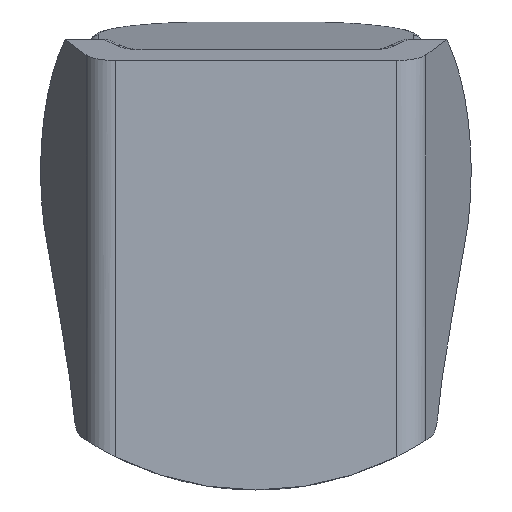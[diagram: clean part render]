
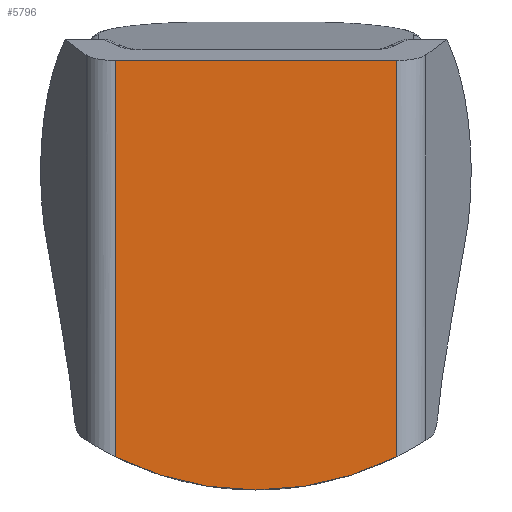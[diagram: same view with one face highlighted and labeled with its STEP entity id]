
A CAD part, front view. The second image highlights one B-rep face of the part: STEP entity #5796.
In plain terms, the highlighted planar face has unit normal (0, -1, 0).
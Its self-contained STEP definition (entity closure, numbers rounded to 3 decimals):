
#933 = CYLINDRICAL_SURFACE('',#934,402.116);
#934 = AXIS2_PLACEMENT_3D('',#935,#936,#937);
#935 = CARTESIAN_POINT('',(0.,1178.227,
    -147.884));
#936 = DIRECTION('',(0.,-1.,0.));
#937 = DIRECTION('',(0.,0.,-1.));
#1296 = VERTEX_POINT('',#1297);
#1297 = CARTESIAN_POINT('',(0.,0.,-550.));
#1311 = CYLINDRICAL_SURFACE('',#1312,402.116);
#1312 = AXIS2_PLACEMENT_3D('',#1313,#1314,#1315);
#1313 = CARTESIAN_POINT('',(0.,1178.227,
    -147.884));
#1314 = DIRECTION('',(0.,-1.,0.));
#1315 = DIRECTION('',(0.,0.,-1.));
#1323 = EDGE_CURVE('',#1296,#1324,#1326,.T.);
#1324 = VERTEX_POINT('',#1325);
#1325 = CARTESIAN_POINT('',(-180.,0.,-507.463));
#1326 = SURFACE_CURVE('',#1327,(#1332,#1339),.PCURVE_S1.);
#1327 = CIRCLE('',#1328,402.116);
#1328 = AXIS2_PLACEMENT_3D('',#1329,#1330,#1331);
#1329 = CARTESIAN_POINT('',(0.,0.,-147.884)
  );
#1330 = DIRECTION('',(0.,1.,0.));
#1331 = DIRECTION('',(0.,0.,1.));
#1332 = PCURVE('',#933,#1333);
#1333 = DEFINITIONAL_REPRESENTATION('',(#1334),#1338);
#1334 = LINE('',#1335,#1336);
#1335 = CARTESIAN_POINT('',(9.425,1178.227));
#1336 = VECTOR('',#1337,1.);
#1337 = DIRECTION('',(-1.,0.));
#1338 = ( GEOMETRIC_REPRESENTATION_CONTEXT(2) 
PARAMETRIC_REPRESENTATION_CONTEXT() REPRESENTATION_CONTEXT('2D SPACE',''
  ) );
#1339 = PCURVE('',#1340,#1345);
#1340 = PLANE('',#1341);
#1341 = AXIS2_PLACEMENT_3D('',#1342,#1343,#1344);
#1342 = CARTESIAN_POINT('',(-180.,0.,630.195));
#1343 = DIRECTION('',(0.,1.,0.));
#1344 = DIRECTION('',(0.,0.,1.));
#1345 = DEFINITIONAL_REPRESENTATION('',(#1346),#1350);
#1346 = CIRCLE('',#1347,402.116);
#1347 = AXIS2_PLACEMENT_2D('',#1348,#1349);
#1348 = CARTESIAN_POINT('',(-778.079,180.));
#1349 = DIRECTION('',(1.,0.));
#1350 = ( GEOMETRIC_REPRESENTATION_CONTEXT(2) 
PARAMETRIC_REPRESENTATION_CONTEXT() REPRESENTATION_CONTEXT('2D SPACE',''
  ) );
#1457 = CYLINDRICAL_SURFACE('',#1458,40.);
#1458 = AXIS2_PLACEMENT_3D('',#1459,#1460,#1461);
#1459 = CARTESIAN_POINT('',(-180.,40.,630.195));
#1460 = DIRECTION('',(0.,0.,-1.));
#1461 = DIRECTION('',(-1.,0.,0.));
#3762 = PLANE('',#3763);
#3763 = AXIS2_PLACEMENT_3D('',#3764,#3765,#3766);
#3764 = CARTESIAN_POINT('',(0.,0.,0.));
#3765 = DIRECTION('',(0.,-0.259,0.966));
#3766 = DIRECTION('',(0.,-0.966,-0.259));
#4643 = VERTEX_POINT('',#4644);
#4644 = CARTESIAN_POINT('',(180.,0.,-507.463));
#4676 = CYLINDRICAL_SURFACE('',#4677,40.);
#4677 = AXIS2_PLACEMENT_3D('',#4678,#4679,#4680);
#4678 = CARTESIAN_POINT('',(180.,40.,630.195));
#4679 = DIRECTION('',(0.,0.,-1.));
#4680 = DIRECTION('',(-1.,0.,0.));
#4856 = VERTEX_POINT('',#4857);
#4857 = CARTESIAN_POINT('',(180.,0.,0.));
#4902 = EDGE_CURVE('',#4856,#4643,#4903,.T.);
#4903 = SURFACE_CURVE('',#4904,(#4908,#4915),.PCURVE_S1.);
#4904 = LINE('',#4905,#4906);
#4905 = CARTESIAN_POINT('',(180.,0.,630.195));
#4906 = VECTOR('',#4907,1.);
#4907 = DIRECTION('',(0.,0.,-1.));
#4908 = PCURVE('',#4676,#4909);
#4909 = DEFINITIONAL_REPRESENTATION('',(#4910),#4914);
#4910 = LINE('',#4911,#4912);
#4911 = CARTESIAN_POINT('',(4.712,0.));
#4912 = VECTOR('',#4913,1.);
#4913 = DIRECTION('',(0.,1.));
#4914 = ( GEOMETRIC_REPRESENTATION_CONTEXT(2) 
PARAMETRIC_REPRESENTATION_CONTEXT() REPRESENTATION_CONTEXT('2D SPACE',''
  ) );
#4915 = PCURVE('',#1340,#4916);
#4916 = DEFINITIONAL_REPRESENTATION('',(#4917),#4921);
#4917 = LINE('',#4918,#4919);
#4918 = CARTESIAN_POINT('',(0.,360.));
#4919 = VECTOR('',#4920,1.);
#4920 = DIRECTION('',(-1.,0.));
#4921 = ( GEOMETRIC_REPRESENTATION_CONTEXT(2) 
PARAMETRIC_REPRESENTATION_CONTEXT() REPRESENTATION_CONTEXT('2D SPACE',''
  ) );
#5728 = EDGE_CURVE('',#5729,#1324,#5731,.T.);
#5729 = VERTEX_POINT('',#5730);
#5730 = CARTESIAN_POINT('',(-180.,0.,0.));
#5731 = SURFACE_CURVE('',#5732,(#5736,#5743),.PCURVE_S1.);
#5732 = LINE('',#5733,#5734);
#5733 = CARTESIAN_POINT('',(-180.,0.,630.195));
#5734 = VECTOR('',#5735,1.);
#5735 = DIRECTION('',(0.,0.,-1.));
#5736 = PCURVE('',#1457,#5737);
#5737 = DEFINITIONAL_REPRESENTATION('',(#5738),#5742);
#5738 = LINE('',#5739,#5740);
#5739 = CARTESIAN_POINT('',(4.712,0.));
#5740 = VECTOR('',#5741,1.);
#5741 = DIRECTION('',(0.,1.));
#5742 = ( GEOMETRIC_REPRESENTATION_CONTEXT(2) 
PARAMETRIC_REPRESENTATION_CONTEXT() REPRESENTATION_CONTEXT('2D SPACE',''
  ) );
#5743 = PCURVE('',#1340,#5744);
#5744 = DEFINITIONAL_REPRESENTATION('',(#5745),#5749);
#5745 = LINE('',#5746,#5747);
#5746 = CARTESIAN_POINT('',(0.,0.));
#5747 = VECTOR('',#5748,1.);
#5748 = DIRECTION('',(-1.,0.));
#5749 = ( GEOMETRIC_REPRESENTATION_CONTEXT(2) 
PARAMETRIC_REPRESENTATION_CONTEXT() REPRESENTATION_CONTEXT('2D SPACE',''
  ) );
#5796 = ADVANCED_FACE('',(#5797),#1340,.F.);
#5797 = FACE_BOUND('',#5798,.T.);
#5798 = EDGE_LOOP('',(#5799,#5821,#5822,#5843,#5844));
#5799 = ORIENTED_EDGE('',*,*,#5800,.F.);
#5800 = EDGE_CURVE('',#4643,#1296,#5801,.T.);
#5801 = SURFACE_CURVE('',#5802,(#5807,#5814),.PCURVE_S1.);
#5802 = CIRCLE('',#5803,402.116);
#5803 = AXIS2_PLACEMENT_3D('',#5804,#5805,#5806);
#5804 = CARTESIAN_POINT('',(0.,0.,-147.884)
  );
#5805 = DIRECTION('',(0.,1.,0.));
#5806 = DIRECTION('',(0.,0.,1.));
#5807 = PCURVE('',#1340,#5808);
#5808 = DEFINITIONAL_REPRESENTATION('',(#5809),#5813);
#5809 = CIRCLE('',#5810,402.116);
#5810 = AXIS2_PLACEMENT_2D('',#5811,#5812);
#5811 = CARTESIAN_POINT('',(-778.079,180.));
#5812 = DIRECTION('',(1.,0.));
#5813 = ( GEOMETRIC_REPRESENTATION_CONTEXT(2) 
PARAMETRIC_REPRESENTATION_CONTEXT() REPRESENTATION_CONTEXT('2D SPACE',''
  ) );
#5814 = PCURVE('',#1311,#5815);
#5815 = DEFINITIONAL_REPRESENTATION('',(#5816),#5820);
#5816 = LINE('',#5817,#5818);
#5817 = CARTESIAN_POINT('',(3.142,1178.227));
#5818 = VECTOR('',#5819,1.);
#5819 = DIRECTION('',(-1.,0.));
#5820 = ( GEOMETRIC_REPRESENTATION_CONTEXT(2) 
PARAMETRIC_REPRESENTATION_CONTEXT() REPRESENTATION_CONTEXT('2D SPACE',''
  ) );
#5821 = ORIENTED_EDGE('',*,*,#4902,.F.);
#5822 = ORIENTED_EDGE('',*,*,#5823,.F.);
#5823 = EDGE_CURVE('',#5729,#4856,#5824,.T.);
#5824 = SURFACE_CURVE('',#5825,(#5829,#5836),.PCURVE_S1.);
#5825 = LINE('',#5826,#5827);
#5826 = CARTESIAN_POINT('',(-180.,0.,0.));
#5827 = VECTOR('',#5828,1.);
#5828 = DIRECTION('',(1.,0.,0.));
#5829 = PCURVE('',#1340,#5830);
#5830 = DEFINITIONAL_REPRESENTATION('',(#5831),#5835);
#5831 = LINE('',#5832,#5833);
#5832 = CARTESIAN_POINT('',(-630.195,0.));
#5833 = VECTOR('',#5834,1.);
#5834 = DIRECTION('',(0.,1.));
#5835 = ( GEOMETRIC_REPRESENTATION_CONTEXT(2) 
PARAMETRIC_REPRESENTATION_CONTEXT() REPRESENTATION_CONTEXT('2D SPACE',''
  ) );
#5836 = PCURVE('',#3762,#5837);
#5837 = DEFINITIONAL_REPRESENTATION('',(#5838),#5842);
#5838 = LINE('',#5839,#5840);
#5839 = CARTESIAN_POINT('',(0.,-180.));
#5840 = VECTOR('',#5841,1.);
#5841 = DIRECTION('',(0.,1.));
#5842 = ( GEOMETRIC_REPRESENTATION_CONTEXT(2) 
PARAMETRIC_REPRESENTATION_CONTEXT() REPRESENTATION_CONTEXT('2D SPACE',''
  ) );
#5843 = ORIENTED_EDGE('',*,*,#5728,.T.);
#5844 = ORIENTED_EDGE('',*,*,#1323,.F.);
